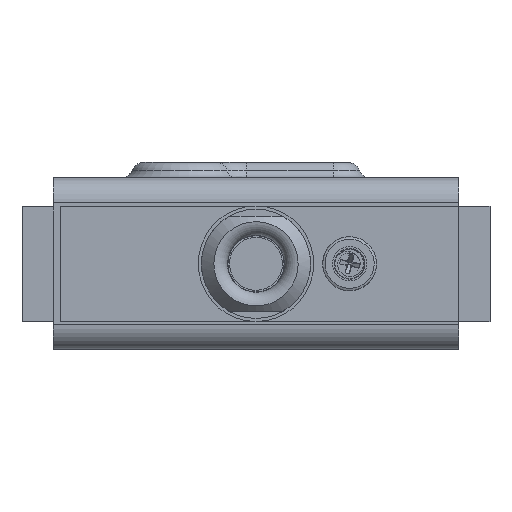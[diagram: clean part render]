
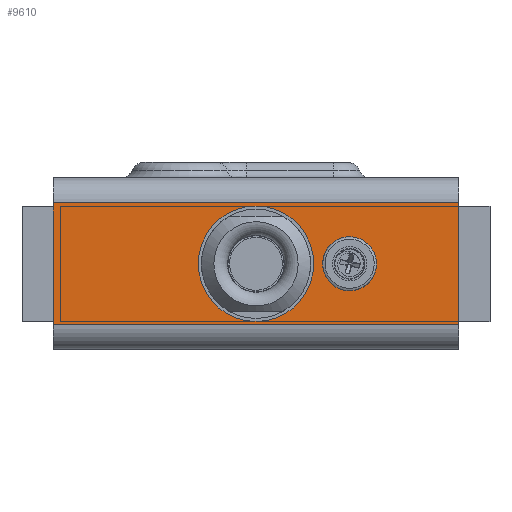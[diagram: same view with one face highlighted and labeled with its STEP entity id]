
A CAD part, left-side view. The second image highlights one B-rep face of the part: STEP entity #9610.
In plain terms, the highlighted planar face has unit normal (-1, 0, 0).
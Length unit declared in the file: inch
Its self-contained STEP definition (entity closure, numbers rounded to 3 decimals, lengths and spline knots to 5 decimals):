
#370=FACE_BOUND('',#1743,.T.);
#371=FACE_BOUND('',#1744,.T.);
#436=CIRCLE('',#9780,0.0925);
#604=CIRCLE('',#10293,0.03937);
#1170=FACE_OUTER_BOUND('',#1742,.T.);
#1742=EDGE_LOOP('',(#8167,#8168,#8169,#8170));
#1743=EDGE_LOOP('',(#8171));
#1744=EDGE_LOOP('',(#8172));
#1854=LINE('',#12843,#2738);
#1864=LINE('',#12867,#2748);
#1869=LINE('',#12880,#2753);
#1874=LINE('',#12892,#2758);
#2738=VECTOR('',#10578,0.3937);
#2748=VECTOR('',#10602,0.3937);
#2753=VECTOR('',#10615,0.3937);
#2758=VECTOR('',#10630,0.3937);
#3654=VERTEX_POINT('',#12841);
#3655=VERTEX_POINT('',#12842);
#3661=VERTEX_POINT('',#12864);
#3666=VERTEX_POINT('',#12878);
#3676=VERTEX_POINT('',#12916);
#4374=VERTEX_POINT('',#16098);
#4528=EDGE_CURVE('',#3654,#3655,#1854,.T.);
#4541=EDGE_CURVE('',#3661,#3655,#1864,.T.);
#4548=EDGE_CURVE('',#3666,#3661,#1869,.T.);
#4555=EDGE_CURVE('',#3654,#3666,#1874,.T.);
#4567=EDGE_CURVE('',#3676,#3676,#436,.T.);
#5647=EDGE_CURVE('',#4374,#4374,#604,.T.);
#8167=ORIENTED_EDGE('',*,*,#4548,.F.);
#8168=ORIENTED_EDGE('',*,*,#4555,.F.);
#8169=ORIENTED_EDGE('',*,*,#4528,.T.);
#8170=ORIENTED_EDGE('',*,*,#4541,.F.);
#8171=ORIENTED_EDGE('',*,*,#4567,.T.);
#8172=ORIENTED_EDGE('',*,*,#5647,.F.);
#8597=PLANE('',#10292);
#9610=ADVANCED_FACE('',(#1170,#370,#371),#8597,.F.);
#9780=AXIS2_PLACEMENT_3D('',#12917,#10655,#10656);
#10292=AXIS2_PLACEMENT_3D('',#16097,#12451,#12452);
#10293=AXIS2_PLACEMENT_3D('',#16099,#12453,#12454);
#10578=DIRECTION('',(0.,-1.,0.));
#10602=DIRECTION('',(0.,0.,-1.));
#10615=DIRECTION('',(0.,-1.,0.));
#10630=DIRECTION('',(0.,0.,1.));
#10655=DIRECTION('center_axis',(1.,0.,0.));
#10656=DIRECTION('ref_axis',(0.,0.,
1.));
#12451=DIRECTION('center_axis',(1.,0.,0.));
#12452=DIRECTION('ref_axis',(0.,0.,
1.));
#12453=DIRECTION('center_axis',(-1.,0.,0.));
#12454=DIRECTION('ref_axis',(0.,0.,1.));
#12841=CARTESIAN_POINT('',(-0.02,-0.04976,-0.005));
#12842=CARTESIAN_POINT('',(-0.02,-0.69976,-0.005));
#12843=CARTESIAN_POINT('',(-0.02,-0.37476,-0.005));
#12864=CARTESIAN_POINT('',(-0.02,-0.69976,0.19));
#12867=CARTESIAN_POINT('',(-0.02,-0.69976,-0.65524));
#12878=CARTESIAN_POINT('',(-0.02,-0.04976,0.19));
#12880=CARTESIAN_POINT('',(-0.02,-0.37476,0.19));
#12892=CARTESIAN_POINT('',(-0.02,-0.04976,0.23524));
#12916=CARTESIAN_POINT('',(-0.02,-0.375,0.));
#12917=CARTESIAN_POINT('Origin',(-0.02,-0.375,
0.0925));
#16097=CARTESIAN_POINT('Origin',(-0.02,-0.37476,
0.0925));
#16098=CARTESIAN_POINT('',(-0.02,-0.51627,0.05411));
#16099=CARTESIAN_POINT('Origin',(-0.02,-0.525,0.0925));
